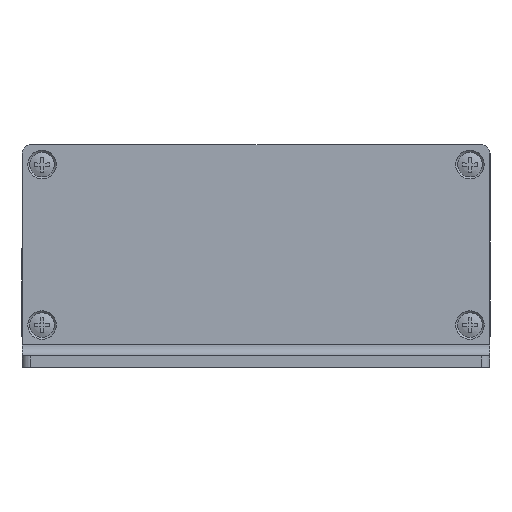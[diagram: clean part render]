
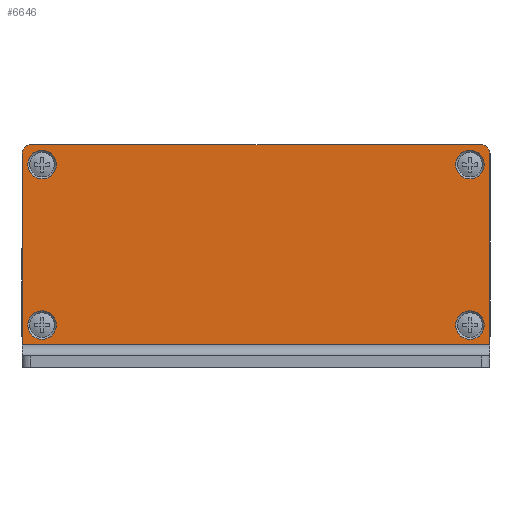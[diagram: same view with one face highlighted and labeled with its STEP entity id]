
A CAD part, front view. The second image highlights one B-rep face of the part: STEP entity #6646.
In plain terms, the highlighted planar face has unit normal (0, -1, 0).
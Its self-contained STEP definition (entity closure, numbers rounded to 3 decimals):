
#83=FACE_BOUND('',#2095,.T.);
#84=FACE_BOUND('',#2096,.T.);
#85=FACE_BOUND('',#2097,.T.);
#86=FACE_BOUND('',#2098,.T.);
#181=PLANE('',#7478);
#621=LINE('',#11307,#1051);
#622=LINE('',#11311,#1052);
#623=LINE('',#11313,#1053);
#624=LINE('',#11314,#1054);
#1051=VECTOR('',#9483,101.);
#1052=VECTOR('',#9486,42.9);
#1053=VECTOR('',#9487,105.);
#1054=VECTOR('',#9488,42.9);
#1680=FACE_OUTER_BOUND('',#2094,.T.);
#2094=EDGE_LOOP('',(#5558,#5559,#5560,#5561,#5562,#5563));
#2095=EDGE_LOOP('',(#5564));
#2096=EDGE_LOOP('',(#5565));
#2097=EDGE_LOOP('',(#5566));
#2098=EDGE_LOOP('',(#5567));
#2586=CIRCLE('',#7477,3.2);
#2587=CIRCLE('',#7479,2.);
#2588=CIRCLE('',#7480,2.);
#2589=CIRCLE('',#7481,3.2);
#2590=CIRCLE('',#7482,3.2);
#2591=CIRCLE('',#7483,3.2);
#3032=VERTEX_POINT('',#11300);
#3033=VERTEX_POINT('',#11303);
#3034=VERTEX_POINT('',#11304);
#3035=VERTEX_POINT('',#11306);
#3036=VERTEX_POINT('',#11308);
#3037=VERTEX_POINT('',#11310);
#3038=VERTEX_POINT('',#11312);
#3039=VERTEX_POINT('',#11315);
#3040=VERTEX_POINT('',#11317);
#3041=VERTEX_POINT('',#11319);
#3893=EDGE_CURVE('',#3032,#3032,#2586,.T.);
#3894=EDGE_CURVE('',#3033,#3034,#2587,.T.);
#3895=EDGE_CURVE('',#3033,#3035,#621,.T.);
#3896=EDGE_CURVE('',#3036,#3035,#2588,.T.);
#3897=EDGE_CURVE('',#3037,#3036,#622,.T.);
#3898=EDGE_CURVE('',#3038,#3037,#623,.T.);
#3899=EDGE_CURVE('',#3034,#3038,#624,.T.);
#3900=EDGE_CURVE('',#3039,#3039,#2589,.T.);
#3901=EDGE_CURVE('',#3040,#3040,#2590,.T.);
#3902=EDGE_CURVE('',#3041,#3041,#2591,.T.);
#5558=ORIENTED_EDGE('',*,*,#3894,.F.);
#5559=ORIENTED_EDGE('',*,*,#3895,.T.);
#5560=ORIENTED_EDGE('',*,*,#3896,.F.);
#5561=ORIENTED_EDGE('',*,*,#3897,.F.);
#5562=ORIENTED_EDGE('',*,*,#3898,.F.);
#5563=ORIENTED_EDGE('',*,*,#3899,.F.);
#5564=ORIENTED_EDGE('',*,*,#3900,.F.);
#5565=ORIENTED_EDGE('',*,*,#3901,.F.);
#5566=ORIENTED_EDGE('',*,*,#3902,.F.);
#5567=ORIENTED_EDGE('',*,*,#3893,.F.);
#6646=ADVANCED_FACE('',(#1680,#83,#84,#85,#86),#181,.T.);
#7477=AXIS2_PLACEMENT_3D('',#11301,#9477,#9478);
#7478=AXIS2_PLACEMENT_3D('',#11302,#9479,#9480);
#7479=AXIS2_PLACEMENT_3D('',#11305,#9481,#9482);
#7480=AXIS2_PLACEMENT_3D('',#11309,#9484,#9485);
#7481=AXIS2_PLACEMENT_3D('',#11316,#9489,#9490);
#7482=AXIS2_PLACEMENT_3D('',#11318,#9491,#9492);
#7483=AXIS2_PLACEMENT_3D('',#11320,#9493,#9494);
#9477=DIRECTION('center_axis',(0.,-1.,0.));
#9478=DIRECTION('ref_axis',(-1.,0.,0.));
#9479=DIRECTION('center_axis',(0.,-1.,0.));
#9480=DIRECTION('ref_axis',(0.,0.,-1.));
#9481=DIRECTION('center_axis',(0.,1.,0.));
#9482=DIRECTION('ref_axis',(0.707,0.,0.707));
#9483=DIRECTION('',(-1.,0.,0.));
#9484=DIRECTION('center_axis',(0.,1.,0.));
#9485=DIRECTION('ref_axis',(-0.707,0.,0.707));
#9486=DIRECTION('',(0.,0.,1.));
#9487=DIRECTION('',(-1.,0.,0.));
#9488=DIRECTION('',(0.,0.,-1.));
#9489=DIRECTION('center_axis',(0.,-1.,0.));
#9490=DIRECTION('ref_axis',(-1.,0.,0.));
#9491=DIRECTION('center_axis',(0.,-1.,0.));
#9492=DIRECTION('ref_axis',(-1.,0.,0.));
#9493=DIRECTION('center_axis',(0.,-1.,0.));
#9494=DIRECTION('ref_axis',(-1.,0.,0.));
#11300=CARTESIAN_POINT('',(51.2,-2.6,45.5));
#11301=CARTESIAN_POINT('Origin',(48.,-2.6,45.5));
#11302=CARTESIAN_POINT('Origin',(0.,-2.6,50.));
#11303=CARTESIAN_POINT('',(50.5,-2.6,50.));
#11304=CARTESIAN_POINT('',(52.5,-2.6,48.));
#11305=CARTESIAN_POINT('Origin',(50.5,-2.6,48.));
#11306=CARTESIAN_POINT('',(-50.5,-2.6,50.));
#11307=CARTESIAN_POINT('',(0.,-2.6,50.));
#11308=CARTESIAN_POINT('',(-52.5,-2.6,48.));
#11309=CARTESIAN_POINT('Origin',(-50.5,-2.6,48.));
#11310=CARTESIAN_POINT('',(-52.5,-2.6,5.1));
#11311=CARTESIAN_POINT('',(-52.5,-2.6,2.6));
#11312=CARTESIAN_POINT('',(52.5,-2.6,5.1));
#11313=CARTESIAN_POINT('',(0.,-2.6,5.1));
#11314=CARTESIAN_POINT('',(52.5,-2.6,2.6));
#11315=CARTESIAN_POINT('',(51.2,-2.6,9.5));
#11316=CARTESIAN_POINT('Origin',(48.,-2.6,9.5));
#11317=CARTESIAN_POINT('',(-44.8,-2.6,45.5));
#11318=CARTESIAN_POINT('Origin',(-48.,-2.6,45.5));
#11319=CARTESIAN_POINT('',(-44.8,-2.6,9.5));
#11320=CARTESIAN_POINT('Origin',(-48.,-2.6,9.5));
